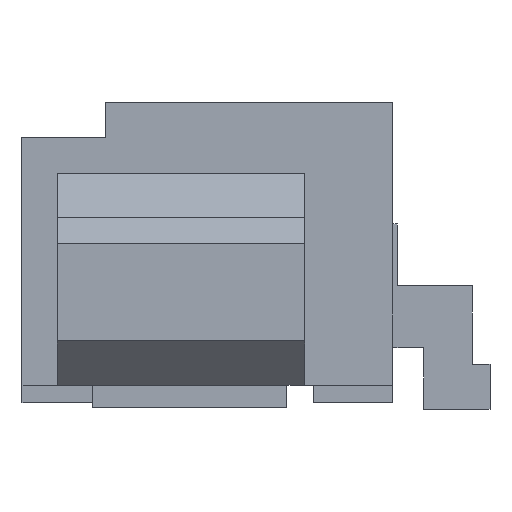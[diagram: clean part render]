
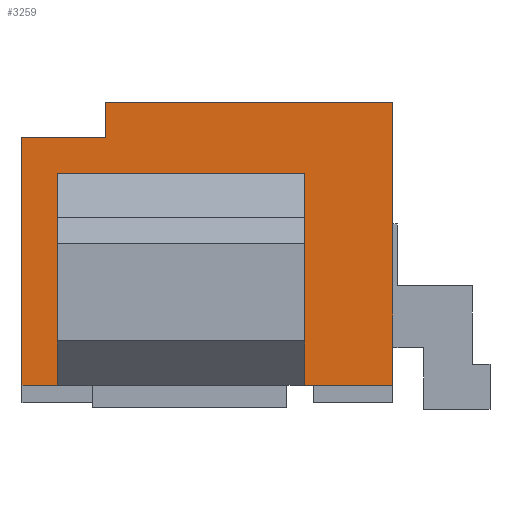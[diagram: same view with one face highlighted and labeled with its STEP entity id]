
A CAD part, left-side view. The second image highlights one B-rep face of the part: STEP entity #3259.
In plain terms, the highlighted planar face has unit normal (-1, 0, 0).
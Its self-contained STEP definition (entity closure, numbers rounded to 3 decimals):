
#59=DIRECTION('',(0.,0.,-1.));
#60=VECTOR('',#59,2.4);
#61=CARTESIAN_POINT('',(-4.625,1.7,0.8));
#62=LINE('1998',#61,#60);
#63=DIRECTION('',(0.,1.,0.));
#64=VECTOR('',#63,0.4);
#65=CARTESIAN_POINT('',(-4.625,1.7,-1.6));
#66=LINE('1977',#65,#64);
#67=DIRECTION('',(0.,1.,0.));
#68=VECTOR('',#67,1.);
#69=CARTESIAN_POINT('',(-4.625,-2.1,-1.6));
#70=LINE('1934',#69,#68);
#71=DIRECTION('',(0.,0.,-1.));
#72=VECTOR('',#71,2.8);
#73=CARTESIAN_POINT('',(-4.625,2.1,1.2));
#74=LINE('1999',#73,#72);
#565=DIRECTION('',(0.,0.,1.));
#566=VECTOR('',#565,3.2);
#567=CARTESIAN_POINT('',(-4.625,-2.1,-1.6));
#568=LINE('2108',#567,#566);
#669=DIRECTION('',(0.,1.,0.));
#670=VECTOR('',#669,3.25);
#671=CARTESIAN_POINT('',(-4.625,-2.1,1.6));
#672=LINE('2151',#671,#670);
#861=DIRECTION('',(0.,0.,-1.));
#862=VECTOR('',#861,0.4);
#863=CARTESIAN_POINT('',(-4.625,1.15,1.6));
#864=LINE('2001',#863,#862);
#881=DIRECTION('',(0.,1.,0.));
#882=VECTOR('',#881,0.95);
#883=CARTESIAN_POINT('',(-4.625,1.15,1.2));
#884=LINE('2000',#883,#882);
#2217=DIRECTION('',(0.,0.,-1.));
#2218=VECTOR('',#2217,2.4);
#2219=CARTESIAN_POINT('',(-4.625,-1.1,0.8));
#2220=LINE('2002',#2219,#2218);
#2249=DIRECTION('',(0.,-1.,0.));
#2250=VECTOR('',#2249,2.8);
#2251=CARTESIAN_POINT('',(-4.625,1.7,0.8));
#2252=LINE('2003',#2251,#2250);
#2289=CARTESIAN_POINT('',(-4.625,-1.1,-1.6));
#2291=VERTEX_POINT('',#2289);
#2293=CARTESIAN_POINT('',(-4.625,-2.1,-1.6));
#2294=VERTEX_POINT('',#2293);
#2379=CARTESIAN_POINT('',(-4.625,2.1,-1.6));
#2380=VERTEX_POINT('',#2379);
#2381=CARTESIAN_POINT('',(-4.625,1.7,-1.6));
#2382=VERTEX_POINT('',#2381);
#2401=CARTESIAN_POINT('',(-4.625,1.7,0.8));
#2403=VERTEX_POINT('',#2401);
#2411=CARTESIAN_POINT('',(-4.625,2.1,1.2));
#2412=VERTEX_POINT('',#2411);
#2413=CARTESIAN_POINT('',(-4.625,1.15,1.2));
#2414=VERTEX_POINT('',#2413);
#2415=CARTESIAN_POINT('',(-4.625,1.15,1.6));
#2416=VERTEX_POINT('',#2415);
#2417=CARTESIAN_POINT('',(-4.625,-1.1,0.8));
#2418=VERTEX_POINT('',#2417);
#2551=CARTESIAN_POINT('',(-4.625,-2.1,1.6));
#2552=VERTEX_POINT('',#2551);
#3235=CARTESIAN_POINT('',(-4.625,0.,0.));
#3236=DIRECTION('',(1.,0.,0.));
#3237=DIRECTION('',(0.,-1.,0.));
#3238=AXIS2_PLACEMENT_3D('',#3235,#3236,#3237);
#3239=PLANE('2509',#3238);
#3240=ORIENTED_EDGE('1998',*,*,#3220,.T.);
#3241=ORIENTED_EDGE('1977',*,*,#3124,.T.);
#3243=ORIENTED_EDGE('1999',*,*,#3242,.F.);
#3245=ORIENTED_EDGE('2000',*,*,#3244,.F.);
#3247=ORIENTED_EDGE('2001',*,*,#3246,.F.);
#3249=ORIENTED_EDGE('2151',*,*,#3248,.F.);
#3251=ORIENTED_EDGE('2108',*,*,#3250,.F.);
#3252=ORIENTED_EDGE('1934',*,*,#3036,.T.);
#3254=ORIENTED_EDGE('2002',*,*,#3253,.F.);
#3256=ORIENTED_EDGE('2003',*,*,#3255,.F.);
#3257=EDGE_LOOP('2509',(#3240,#3241,#3243,#3245,#3247,#3249,#3251,#3252,#3254,
#3256));
#3258=FACE_OUTER_BOUND('2509',#3257,.F.);
#3259=ADVANCED_FACE('2509',(#3258),#3239,.F.);
#3036=EDGE_CURVE('1934',#2294,#2291,#70,.T.);
#3124=EDGE_CURVE('1977',#2382,#2380,#66,.T.);
#3220=EDGE_CURVE('1998',#2403,#2382,#62,.T.);
#3242=EDGE_CURVE('1999',#2412,#2380,#74,.T.);
#3244=EDGE_CURVE('2000',#2414,#2412,#884,.T.);
#3246=EDGE_CURVE('2001',#2416,#2414,#864,.T.);
#3248=EDGE_CURVE('2151',#2552,#2416,#672,.T.);
#3250=EDGE_CURVE('2108',#2294,#2552,#568,.T.);
#3253=EDGE_CURVE('2002',#2418,#2291,#2220,.T.);
#3255=EDGE_CURVE('2003',#2403,#2418,#2252,.T.);
